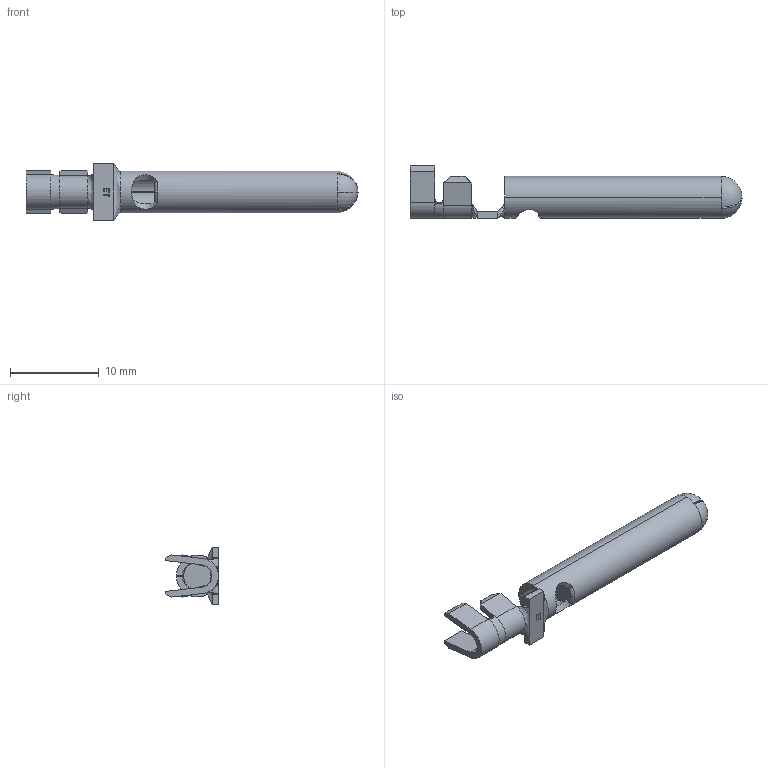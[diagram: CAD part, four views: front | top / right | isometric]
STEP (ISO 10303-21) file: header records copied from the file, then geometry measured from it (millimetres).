
FILE_DESCRIPTION (( 'STEP AP203' ), '1' );
FILE_NAME ('09278.STEP', '2015-02-23T13:42:06', ( '' ), ( '' ), 'SwSTEP 2.0', 'SolidWorks 2014', '' );
FILE_SCHEMA (( 'CONFIG_CONTROL_DESIGN' ));
Length unit declared in the file: inch
Products named in the file (1): 09278
Bounding box: 37.47 x 5.94 x 6.35 mm (x, y, z)
Volume: 299 mm3; surface area: 953.5 mm2
Topology: 1 solids, 1 shells, 170 faces, 443 edges, 273 vertices
Faces by surface type: plane 92, bspline 31, cylinder 22, cone 15, sphere 8, torus 2
Entity records: 6212 total; most frequent: CARTESIAN_POINT 2245, ORIENTED_EDGE 878, DIRECTION 712, EDGE_CURVE 439, VERTEX_POINT 273, VECTOR 250, LINE 250, AXIS2_PLACEMENT_3D 231
